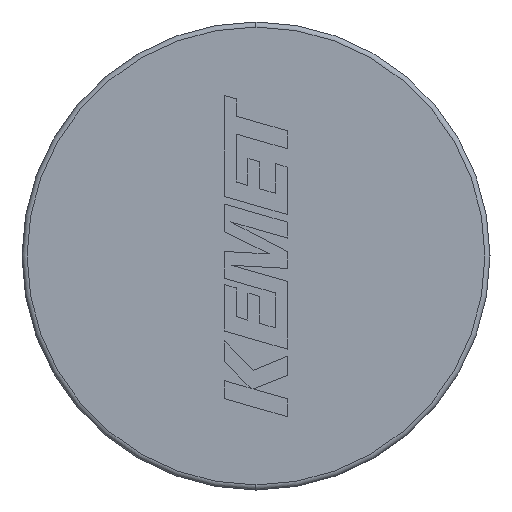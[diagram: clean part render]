
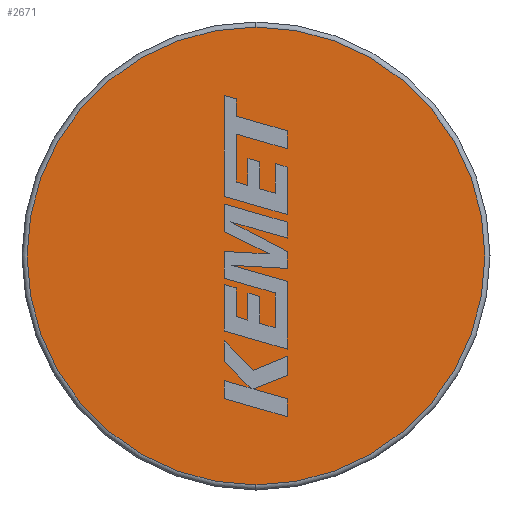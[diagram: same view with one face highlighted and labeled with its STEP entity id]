
A CAD part, left-side view. The second image highlights one B-rep face of the part: STEP entity #2671.
In plain terms, the highlighted planar face has unit normal (-1, 0, 0).
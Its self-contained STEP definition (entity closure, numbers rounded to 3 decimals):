
#68 = ORIENTED_EDGE ( 'NONE', *, *, #1937, .T. ) ;
#148 = DIRECTION ( 'NONE',  ( 0., 0., -1. ) ) ;
#337 = AXIS2_PLACEMENT_3D ( 'NONE', #2423, #2397, #2146 ) ;
#507 = EDGE_LOOP ( 'NONE', ( #68, #3213 ) ) ;
#546 = VERTEX_POINT ( 'NONE', #1885 ) ;
#628 = VERTEX_POINT ( 'NONE', #3207 ) ;
#779 = AXIS2_PLACEMENT_3D ( 'NONE', #2009, #1192, #1215 ) ;
#922 = PLANE ( 'NONE',  #968 ) ;
#968 = AXIS2_PLACEMENT_3D ( 'NONE', #1491, #2524, #148 ) ;
#1192 = DIRECTION ( 'NONE',  ( -1., 0., 0. ) ) ;
#1215 = DIRECTION ( 'NONE',  ( 0., 0., -1. ) ) ;
#1491 = CARTESIAN_POINT ( 'NONE',  ( 0., 0., 0. ) ) ;
#1885 = CARTESIAN_POINT ( 'NONE',  ( 0., 0., 9.05 ) ) ;
#1937 = EDGE_CURVE ( 'NONE', #628, #546, #3161, .T. ) ;
#2009 = CARTESIAN_POINT ( 'NONE',  ( 0., 0., 0. ) ) ;
#2015 = CIRCLE ( 'NONE', #779, 9.05 ) ;
#2146 = DIRECTION ( 'NONE',  ( 0., 0., -1. ) ) ;
#2208 = FACE_OUTER_BOUND ( 'NONE', #507, .T. ) ;
#2397 = DIRECTION ( 'NONE',  ( -1., 0., 0. ) ) ;
#2423 = CARTESIAN_POINT ( 'NONE',  ( 0., 0., 0. ) ) ;
#2524 = DIRECTION ( 'NONE',  ( 1., 0., 0. ) ) ;
#2671 = ADVANCED_FACE ( 'NONE', ( #2208 ), #922, .F. ) ;
#2778 = EDGE_CURVE ( 'NONE', #546, #628, #2015, .T. ) ;
#3161 = CIRCLE ( 'NONE', #337, 9.05 ) ;
#3207 = CARTESIAN_POINT ( 'NONE',  ( 0., 0., -9.05 ) ) ;
#3213 = ORIENTED_EDGE ( 'NONE', *, *, #2778, .T. ) ;
